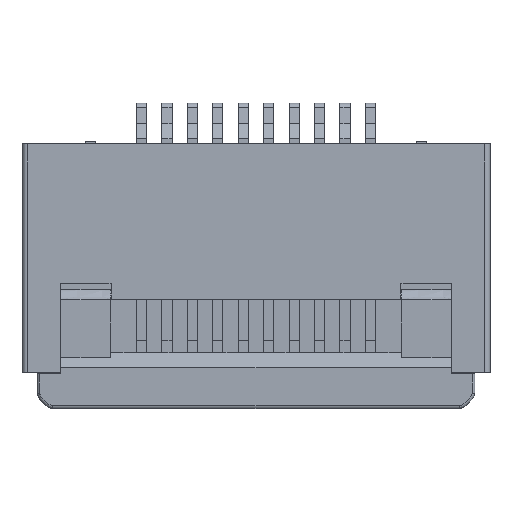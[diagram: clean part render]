
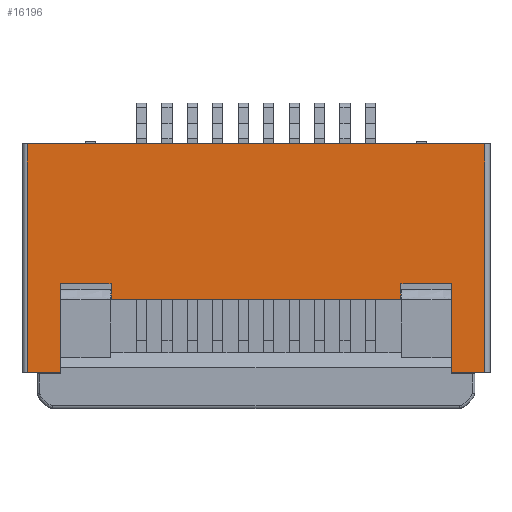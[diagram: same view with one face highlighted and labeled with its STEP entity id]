
A CAD part, top view. The second image highlights one B-rep face of the part: STEP entity #16196.
In plain terms, the highlighted planar face has unit normal (0, 0, 1).
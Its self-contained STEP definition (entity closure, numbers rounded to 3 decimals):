
#57 = VERTEX_POINT ( 'NONE', #2486 ) ;
#119 = LINE ( 'NONE', #6475, #18058 ) ;
#372 = CARTESIAN_POINT ( 'NONE',  ( -4.5, -2.45, 2. ) ) ;
#438 = EDGE_CURVE ( 'NONE', #11224, #15198, #1088, .T. ) ;
#499 = CARTESIAN_POINT ( 'NONE',  ( 4.5, 2.05, 2. ) ) ;
#726 = CARTESIAN_POINT ( 'NONE',  ( -2.85, -0.7, 2. ) ) ;
#829 = CARTESIAN_POINT ( 'NONE',  ( 2.85, -0.7, 2. ) ) ;
#1088 = LINE ( 'NONE', #9171, #4361 ) ;
#1200 = VECTOR ( 'NONE', #10615, 1000. ) ;
#1287 = EDGE_CURVE ( 'NONE', #16223, #15198, #3980, .T. ) ;
#1428 = ORIENTED_EDGE ( 'NONE', *, *, #2340, .T. ) ;
#1558 = DIRECTION ( 'NONE',  ( 0., 0., 1. ) ) ;
#1729 = DIRECTION ( 'NONE',  ( 0., -1., 0. ) ) ;
#1745 = CARTESIAN_POINT ( 'NONE',  ( 2.85, -0.7, 2. ) ) ;
#1851 = DIRECTION ( 'NONE',  ( -1., 0., 0. ) ) ;
#1930 = DIRECTION ( 'NONE',  ( 0., 1., 0. ) ) ;
#2165 = DIRECTION ( 'NONE',  ( 1., 0., 0. ) ) ;
#2340 = EDGE_CURVE ( 'NONE', #3061, #6063, #119, .T. ) ;
#2434 = VERTEX_POINT ( 'NONE', #2537 ) ;
#2486 = CARTESIAN_POINT ( 'NONE',  ( 2.85, -1., 2. ) ) ;
#2537 = CARTESIAN_POINT ( 'NONE',  ( 3.85, -0.7, 2. ) ) ;
#2574 = VECTOR ( 'NONE', #11639, 1000. ) ;
#3061 = VERTEX_POINT ( 'NONE', #3682 ) ;
#3668 = LINE ( 'NONE', #372, #10734 ) ;
#3682 = CARTESIAN_POINT ( 'NONE',  ( 3.85, -2.45, 2. ) ) ;
#3749 = EDGE_CURVE ( 'NONE', #2434, #12936, #13388, .T. ) ;
#3769 = ORIENTED_EDGE ( 'NONE', *, *, #18219, .F. ) ;
#3829 = CARTESIAN_POINT ( 'NONE',  ( -4.5, -2.45, 2. ) ) ;
#3980 = LINE ( 'NONE', #12231, #11049 ) ;
#4282 = CARTESIAN_POINT ( 'NONE',  ( 2.85, -1., 2. ) ) ;
#4294 = ORIENTED_EDGE ( 'NONE', *, *, #17914, .T. ) ;
#4344 = FACE_OUTER_BOUND ( 'NONE', #15701, .T. ) ;
#4361 = VECTOR ( 'NONE', #2165, 1000. ) ;
#4686 = VECTOR ( 'NONE', #5687, 1000. ) ;
#4987 = VECTOR ( 'NONE', #14056, 1000. ) ;
#5169 = LINE ( 'NONE', #13152, #8453 ) ;
#5409 = ORIENTED_EDGE ( 'NONE', *, *, #7655, .F. ) ;
#5501 = VECTOR ( 'NONE', #1930, 1000. ) ;
#5550 = ORIENTED_EDGE ( 'NONE', *, *, #1287, .F. ) ;
#5552 = ORIENTED_EDGE ( 'NONE', *, *, #438, .T. ) ;
#5687 = DIRECTION ( 'NONE',  ( 0., -1., 0. ) ) ;
#6063 = VERTEX_POINT ( 'NONE', #14223 ) ;
#6475 = CARTESIAN_POINT ( 'NONE',  ( -4.6, -2.45, 2. ) ) ;
#6676 = EDGE_CURVE ( 'NONE', #12936, #57, #16004, .T. ) ;
#7581 = VECTOR ( 'NONE', #10770, 1000. ) ;
#7655 = EDGE_CURVE ( 'NONE', #57, #12174, #10598, .T. ) ;
#7865 = DIRECTION ( 'NONE',  ( 1., 0., 0. ) ) ;
#7977 = DIRECTION ( 'NONE',  ( 0., -1., 0. ) ) ;
#7986 = EDGE_CURVE ( 'NONE', #14053, #11224, #3668, .T. ) ;
#8221 = LINE ( 'NONE', #726, #1200 ) ;
#8453 = VECTOR ( 'NONE', #1851, 1000. ) ;
#8576 = VERTEX_POINT ( 'NONE', #11091 ) ;
#8715 = LINE ( 'NONE', #12615, #4987 ) ;
#9171 = CARTESIAN_POINT ( 'NONE',  ( -4.6, -2.45, 2. ) ) ;
#9225 = ORIENTED_EDGE ( 'NONE', *, *, #11597, .F. ) ;
#9664 = EDGE_CURVE ( 'NONE', #6063, #9971, #12594, .T. ) ;
#9971 = VERTEX_POINT ( 'NONE', #12419 ) ;
#10005 = CARTESIAN_POINT ( 'NONE',  ( 0., 0., 2. ) ) ;
#10136 = VECTOR ( 'NONE', #14617, 1000. ) ;
#10598 = LINE ( 'NONE', #16032, #10136 ) ;
#10615 = DIRECTION ( 'NONE',  ( 0., 1., 0. ) ) ;
#10618 = ORIENTED_EDGE ( 'NONE', *, *, #7986, .T. ) ;
#10734 = VECTOR ( 'NONE', #1729, 1000. ) ;
#10770 = DIRECTION ( 'NONE',  ( 0., 1., 0. ) ) ;
#11049 = VECTOR ( 'NONE', #7977, 1000. ) ;
#11091 = CARTESIAN_POINT ( 'NONE',  ( -2.85, -0.7, 2. ) ) ;
#11224 = VERTEX_POINT ( 'NONE', #3829 ) ;
#11442 = DIRECTION ( 'NONE',  ( 1., 0., 0. ) ) ;
#11490 = EDGE_CURVE ( 'NONE', #8576, #16223, #5169, .T. ) ;
#11597 = EDGE_CURVE ( 'NONE', #12174, #8576, #8221, .T. ) ;
#11639 = DIRECTION ( 'NONE',  ( -1., 0., 0. ) ) ;
#11856 = AXIS2_PLACEMENT_3D ( 'NONE', #10005, #1558, #11442 ) ;
#12174 = VERTEX_POINT ( 'NONE', #14398 ) ;
#12231 = CARTESIAN_POINT ( 'NONE',  ( -3.85, -2.45, 2. ) ) ;
#12419 = CARTESIAN_POINT ( 'NONE',  ( 4.5, 2.05, 2. ) ) ;
#12594 = LINE ( 'NONE', #499, #5501 ) ;
#12615 = CARTESIAN_POINT ( 'NONE',  ( -4.6, 2.05, 2. ) ) ;
#12936 = VERTEX_POINT ( 'NONE', #829 ) ;
#13152 = CARTESIAN_POINT ( 'NONE',  ( -3.85, -0.7, 2. ) ) ;
#13388 = LINE ( 'NONE', #1745, #2574 ) ;
#13515 = CARTESIAN_POINT ( 'NONE',  ( -4.5, 2.05, 2. ) ) ;
#14053 = VERTEX_POINT ( 'NONE', #13515 ) ;
#14056 = DIRECTION ( 'NONE',  ( -1., 0., 0. ) ) ;
#14223 = CARTESIAN_POINT ( 'NONE',  ( 4.5, -2.45, 2. ) ) ;
#14302 = CARTESIAN_POINT ( 'NONE',  ( -3.85, -0.7, 2. ) ) ;
#14336 = CARTESIAN_POINT ( 'NONE',  ( -3.85, -2.45, 2. ) ) ;
#14398 = CARTESIAN_POINT ( 'NONE',  ( -2.85, -1., 2. ) ) ;
#14617 = DIRECTION ( 'NONE',  ( -1., 0., 0. ) ) ;
#15198 = VERTEX_POINT ( 'NONE', #14336 ) ;
#15317 = ORIENTED_EDGE ( 'NONE', *, *, #6676, .F. ) ;
#15600 = LINE ( 'NONE', #16405, #7581 ) ;
#15701 = EDGE_LOOP ( 'NONE', ( #1428, #18106, #4294, #10618, #5552, #5550, #16120, #9225, #5409, #15317, #16572, #3769 ) ) ;
#16004 = LINE ( 'NONE', #4282, #4686 ) ;
#16032 = CARTESIAN_POINT ( 'NONE',  ( -2.85, -1., 2. ) ) ;
#16120 = ORIENTED_EDGE ( 'NONE', *, *, #11490, .F. ) ;
#16196 = ADVANCED_FACE ( 'NONE', ( #4344 ), #16967, .T. ) ;
#16223 = VERTEX_POINT ( 'NONE', #14302 ) ;
#16405 = CARTESIAN_POINT ( 'NONE',  ( 3.85, -0.7, 2. ) ) ;
#16572 = ORIENTED_EDGE ( 'NONE', *, *, #3749, .F. ) ;
#16967 = PLANE ( 'NONE',  #11856 ) ;
#17914 = EDGE_CURVE ( 'NONE', #9971, #14053, #8715, .T. ) ;
#18058 = VECTOR ( 'NONE', #7865, 1000. ) ;
#18106 = ORIENTED_EDGE ( 'NONE', *, *, #9664, .T. ) ;
#18219 = EDGE_CURVE ( 'NONE', #3061, #2434, #15600, .T. ) ;
